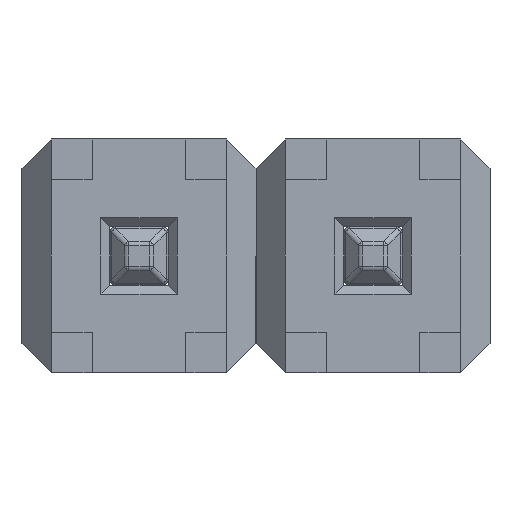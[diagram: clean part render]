
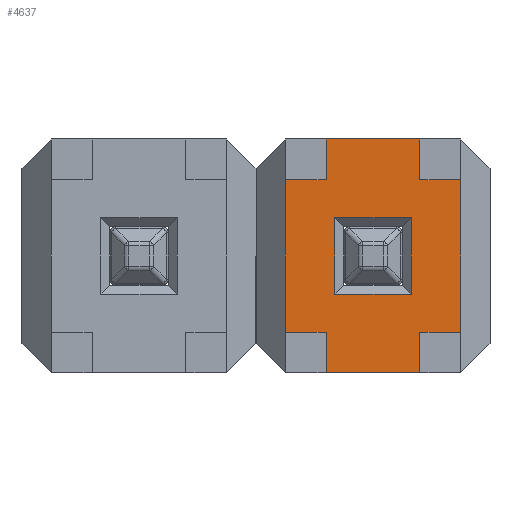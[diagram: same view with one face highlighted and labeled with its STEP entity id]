
A CAD part, front view. The second image highlights one B-rep face of the part: STEP entity #4637.
In plain terms, the highlighted planar face has unit normal (0, -1, 0).
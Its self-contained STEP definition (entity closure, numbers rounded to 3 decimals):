
#56 = LINE ( 'NONE', #7996, #5381 ) ;
#82 = CARTESIAN_POINT ( 'NONE',  ( 0., -2.3, 0. ) ) ;
#127 = VECTOR ( 'NONE', #2883, 1000. ) ;
#245 = VECTOR ( 'NONE', #6074, 1000. ) ;
#274 = ORIENTED_EDGE ( 'NONE', *, *, #7276, .T. ) ;
#368 = VERTEX_POINT ( 'NONE', #4673 ) ;
#450 = LINE ( 'NONE', #4534, #7938 ) ;
#455 = VERTEX_POINT ( 'NONE', #8854 ) ;
#460 = EDGE_CURVE ( 'NONE', #5197, #3735, #450, .T. ) ;
#644 = CARTESIAN_POINT ( 'NONE',  ( 0.75, -2.3, -1. ) ) ;
#798 = VECTOR ( 'NONE', #8216, 1000. ) ;
#816 = VERTEX_POINT ( 'NONE', #1125 ) ;
#822 = PLANE ( 'NONE',  #8598 ) ;
#846 = CARTESIAN_POINT ( 'NONE',  ( -0.4, -2.3, -1. ) ) ;
#890 = LINE ( 'NONE', #3886, #6423 ) ;
#1125 = CARTESIAN_POINT ( 'NONE',  ( -0.325, -2.3, 0.325 ) ) ;
#1186 = ORIENTED_EDGE ( 'NONE', *, *, #8956, .T. ) ;
#1541 = VERTEX_POINT ( 'NONE', #6995 ) ;
#1550 = DIRECTION ( 'NONE',  ( 0., -1., 0. ) ) ;
#1608 = DIRECTION ( 'NONE',  ( 0., 0., -1. ) ) ;
#1689 = CARTESIAN_POINT ( 'NONE',  ( 0.4, -2.3, 0.65 ) ) ;
#1957 = VERTEX_POINT ( 'NONE', #2070 ) ;
#2003 = VECTOR ( 'NONE', #3547, 1000. ) ;
#2070 = CARTESIAN_POINT ( 'NONE',  ( 0.4, -2.3, -1. ) ) ;
#2145 = VECTOR ( 'NONE', #2831, 1000. ) ;
#2169 = DIRECTION ( 'NONE',  ( -1., 0., 0. ) ) ;
#2248 = EDGE_CURVE ( 'NONE', #8422, #1541, #5502, .T. ) ;
#2317 = CARTESIAN_POINT ( 'NONE',  ( 0.325, -2.3, 0.325 ) ) ;
#2483 = CARTESIAN_POINT ( 'NONE',  ( -0.75, -2.3, 1. ) ) ;
#2606 = CARTESIAN_POINT ( 'NONE',  ( -0.325, -2.3, -0.325 ) ) ;
#2730 = CARTESIAN_POINT ( 'NONE',  ( -0.75, -2.3, 0.65 ) ) ;
#2753 = EDGE_LOOP ( 'NONE', ( #5664, #8192, #3159, #5692, #8511, #5346, #1186, #6510, #274, #3080, #7530, #5216 ) ) ;
#2820 = CARTESIAN_POINT ( 'NONE',  ( 0.4, -2.3, -0.65 ) ) ;
#2831 = DIRECTION ( 'NONE',  ( 0., 0., -1. ) ) ;
#2883 = DIRECTION ( 'NONE',  ( -1., 0., 0. ) ) ;
#2909 = DIRECTION ( 'NONE',  ( 0., 0., 1. ) ) ;
#3018 = LINE ( 'NONE', #6513, #6871 ) ;
#3050 = EDGE_CURVE ( 'NONE', #816, #4985, #7961, .T. ) ;
#3061 = EDGE_CURVE ( 'NONE', #8422, #4127, #5142, .T. ) ;
#3080 = ORIENTED_EDGE ( 'NONE', *, *, #4502, .T. ) ;
#3095 = DIRECTION ( 'NONE',  ( 1., 0., 0. ) ) ;
#3159 = ORIENTED_EDGE ( 'NONE', *, *, #2248, .T. ) ;
#3547 = DIRECTION ( 'NONE',  ( 1., 0., 0. ) ) ;
#3735 = VERTEX_POINT ( 'NONE', #6347 ) ;
#3845 = LINE ( 'NONE', #2730, #9379 ) ;
#3886 = CARTESIAN_POINT ( 'NONE',  ( 0.4, -2.3, 0.65 ) ) ;
#3893 = CARTESIAN_POINT ( 'NONE',  ( -0.325, -2.3, -0.25 ) ) ;
#3955 = LINE ( 'NONE', #2820, #2003 ) ;
#3988 = LINE ( 'NONE', #5075, #127 ) ;
#4112 = LINE ( 'NONE', #6532, #6257 ) ;
#4127 = VERTEX_POINT ( 'NONE', #8818 ) ;
#4174 = EDGE_CURVE ( 'NONE', #4985, #368, #4657, .T. ) ;
#4176 = DIRECTION ( 'NONE',  ( 0., 0., 1. ) ) ;
#4276 = EDGE_LOOP ( 'NONE', ( #7739, #6245, #7203, #8858 ) ) ;
#4284 = FACE_BOUND ( 'NONE', #4276, .T. ) ;
#4412 = VECTOR ( 'NONE', #3095, 1000. ) ;
#4502 = EDGE_CURVE ( 'NONE', #6820, #5063, #3955, .T. ) ;
#4534 = CARTESIAN_POINT ( 'NONE',  ( -0.75, -2.3, -0.65 ) ) ;
#4625 = DIRECTION ( 'NONE',  ( 0., 0., 1. ) ) ;
#4637 = ADVANCED_FACE ( 'NONE', ( #4284, #8144 ), #822, .T. ) ;
#4657 = LINE ( 'NONE', #6703, #4412 ) ;
#4661 = LINE ( 'NONE', #6780, #798 ) ;
#4673 = CARTESIAN_POINT ( 'NONE',  ( 0.325, -2.3, -0.325 ) ) ;
#4704 = VECTOR ( 'NONE', #4176, 1000. ) ;
#4725 = VERTEX_POINT ( 'NONE', #2317 ) ;
#4780 = EDGE_CURVE ( 'NONE', #5497, #4127, #890, .T. ) ;
#4951 = VECTOR ( 'NONE', #7206, 1000. ) ;
#4985 = VERTEX_POINT ( 'NONE', #2606 ) ;
#5063 = VERTEX_POINT ( 'NONE', #6278 ) ;
#5075 = CARTESIAN_POINT ( 'NONE',  ( -0.75, -2.3, -1. ) ) ;
#5102 = VERTEX_POINT ( 'NONE', #5579 ) ;
#5142 = LINE ( 'NONE', #2483, #8970 ) ;
#5185 = LINE ( 'NONE', #8662, #4951 ) ;
#5197 = VERTEX_POINT ( 'NONE', #9278 ) ;
#5216 = ORIENTED_EDGE ( 'NONE', *, *, #5404, .T. ) ;
#5346 = ORIENTED_EDGE ( 'NONE', *, *, #460, .T. ) ;
#5377 = DIRECTION ( 'NONE',  ( 1., 0., 0. ) ) ;
#5381 = VECTOR ( 'NONE', #7267, 1000. ) ;
#5404 = EDGE_CURVE ( 'NONE', #5102, #5497, #56, .T. ) ;
#5497 = VERTEX_POINT ( 'NONE', #1689 ) ;
#5502 = LINE ( 'NONE', #6675, #6962 ) ;
#5579 = CARTESIAN_POINT ( 'NONE',  ( 0.75, -2.3, 0.65 ) ) ;
#5664 = ORIENTED_EDGE ( 'NONE', *, *, #4780, .T. ) ;
#5692 = ORIENTED_EDGE ( 'NONE', *, *, #9234, .T. ) ;
#5794 = EDGE_CURVE ( 'NONE', #5197, #455, #6611, .T. ) ;
#5975 = EDGE_CURVE ( 'NONE', #4725, #816, #4112, .T. ) ;
#6074 = DIRECTION ( 'NONE',  ( 0., 0., -1. ) ) ;
#6234 = LINE ( 'NONE', #644, #2145 ) ;
#6245 = ORIENTED_EDGE ( 'NONE', *, *, #4174, .F. ) ;
#6257 = VECTOR ( 'NONE', #2169, 1000. ) ;
#6278 = CARTESIAN_POINT ( 'NONE',  ( 0.75, -2.3, -0.65 ) ) ;
#6326 = CARTESIAN_POINT ( 'NONE',  ( -0.75, -2.3, -1. ) ) ;
#6347 = CARTESIAN_POINT ( 'NONE',  ( -0.4, -2.3, -0.65 ) ) ;
#6423 = VECTOR ( 'NONE', #4625, 1000. ) ;
#6510 = ORIENTED_EDGE ( 'NONE', *, *, #8323, .F. ) ;
#6513 = CARTESIAN_POINT ( 'NONE',  ( 0.325, -2.3, 0.25 ) ) ;
#6532 = CARTESIAN_POINT ( 'NONE',  ( -0.25, -2.3, 0.325 ) ) ;
#6610 = DIRECTION ( 'NONE',  ( 0., 0., 1. ) ) ;
#6611 = LINE ( 'NONE', #6326, #4704 ) ;
#6675 = CARTESIAN_POINT ( 'NONE',  ( -0.4, -2.3, 0.65 ) ) ;
#6676 = CARTESIAN_POINT ( 'NONE',  ( -0.4, -2.3, 1. ) ) ;
#6677 = CARTESIAN_POINT ( 'NONE',  ( 0.4, -2.3, -0.65 ) ) ;
#6703 = CARTESIAN_POINT ( 'NONE',  ( 0.25, -2.3, -0.325 ) ) ;
#6780 = CARTESIAN_POINT ( 'NONE',  ( -0.4, -2.3, -1. ) ) ;
#6820 = VERTEX_POINT ( 'NONE', #6677 ) ;
#6871 = VECTOR ( 'NONE', #2909, 1000. ) ;
#6962 = VECTOR ( 'NONE', #1608, 1000. ) ;
#6995 = CARTESIAN_POINT ( 'NONE',  ( -0.4, -2.3, 0.65 ) ) ;
#7203 = ORIENTED_EDGE ( 'NONE', *, *, #3050, .F. ) ;
#7206 = DIRECTION ( 'NONE',  ( 0., 0., 1. ) ) ;
#7267 = DIRECTION ( 'NONE',  ( -1., 0., 0. ) ) ;
#7276 = EDGE_CURVE ( 'NONE', #1957, #6820, #5185, .T. ) ;
#7305 = EDGE_CURVE ( 'NONE', #368, #4725, #3018, .T. ) ;
#7530 = ORIENTED_EDGE ( 'NONE', *, *, #8679, .F. ) ;
#7546 = DIRECTION ( 'NONE',  ( 1., 0., 0. ) ) ;
#7638 = VERTEX_POINT ( 'NONE', #846 ) ;
#7739 = ORIENTED_EDGE ( 'NONE', *, *, #7305, .F. ) ;
#7938 = VECTOR ( 'NONE', #5377, 1000. ) ;
#7961 = LINE ( 'NONE', #3893, #245 ) ;
#7996 = CARTESIAN_POINT ( 'NONE',  ( 0.4, -2.3, 0.65 ) ) ;
#8144 = FACE_OUTER_BOUND ( 'NONE', #2753, .T. ) ;
#8192 = ORIENTED_EDGE ( 'NONE', *, *, #3061, .F. ) ;
#8216 = DIRECTION ( 'NONE',  ( 0., 0., -1. ) ) ;
#8323 = EDGE_CURVE ( 'NONE', #1957, #7638, #3988, .T. ) ;
#8422 = VERTEX_POINT ( 'NONE', #6676 ) ;
#8511 = ORIENTED_EDGE ( 'NONE', *, *, #5794, .F. ) ;
#8598 = AXIS2_PLACEMENT_3D ( 'NONE', #82, #1550, #6610 ) ;
#8662 = CARTESIAN_POINT ( 'NONE',  ( 0.4, -2.3, -1. ) ) ;
#8679 = EDGE_CURVE ( 'NONE', #5102, #5063, #6234, .T. ) ;
#8818 = CARTESIAN_POINT ( 'NONE',  ( 0.4, -2.3, 1. ) ) ;
#8854 = CARTESIAN_POINT ( 'NONE',  ( -0.75, -2.3, 0.65 ) ) ;
#8858 = ORIENTED_EDGE ( 'NONE', *, *, #5975, .F. ) ;
#8956 = EDGE_CURVE ( 'NONE', #3735, #7638, #4661, .T. ) ;
#8970 = VECTOR ( 'NONE', #7546, 1000. ) ;
#9234 = EDGE_CURVE ( 'NONE', #1541, #455, #3845, .T. ) ;
#9249 = DIRECTION ( 'NONE',  ( -1., 0., 0. ) ) ;
#9278 = CARTESIAN_POINT ( 'NONE',  ( -0.75, -2.3, -0.65 ) ) ;
#9379 = VECTOR ( 'NONE', #9249, 1000. ) ;
